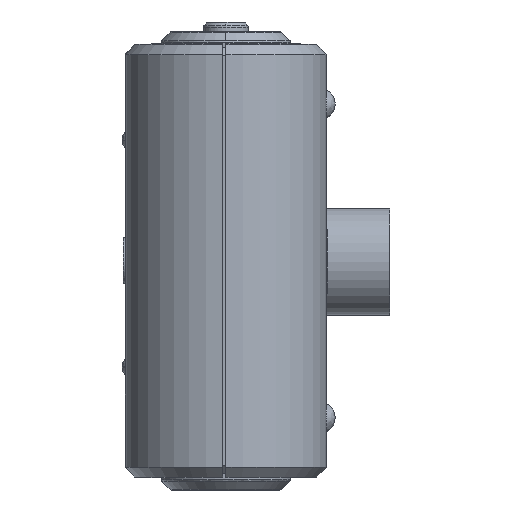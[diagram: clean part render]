
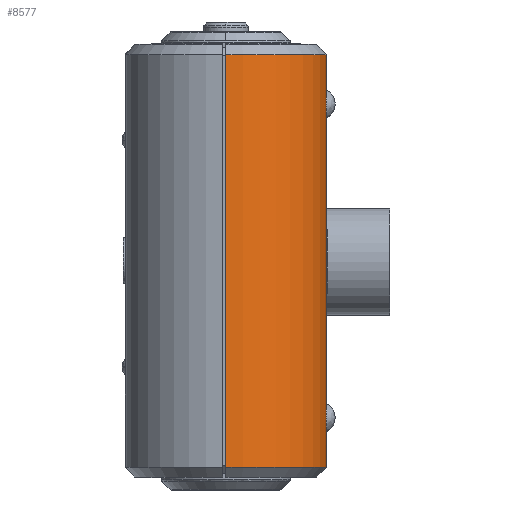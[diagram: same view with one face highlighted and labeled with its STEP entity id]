
A CAD part, left-side view. The second image highlights one B-rep face of the part: STEP entity #8577.
In plain terms, the highlighted cylindrical face has radius 12.5 mm (diameter 25 mm), a partial arc.
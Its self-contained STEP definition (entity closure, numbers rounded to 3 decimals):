
#65 = ORIENTED_EDGE ( 'NONE', *, *, #11179, .T. ) ;
#364 = VECTOR ( 'NONE', #9597, 1000. ) ;
#606 = ORIENTED_EDGE ( 'NONE', *, *, #3960, .T. ) ;
#663 = CARTESIAN_POINT ( 'NONE',  ( -38.5, -12.5, -20.725 ) ) ;
#692 = AXIS2_PLACEMENT_3D ( 'NONE', #12621, #6120, #13679 ) ;
#710 = CARTESIAN_POINT ( 'NONE',  ( -38.5, -12.5, -18.275 ) ) ;
#814 = EDGE_CURVE ( 'NONE', #1298, #3988, #1928, .T. ) ;
#1169 = VERTEX_POINT ( 'NONE', #13716 ) ;
#1298 = VERTEX_POINT ( 'NONE', #4223 ) ;
#1585 = VERTEX_POINT ( 'NONE', #9603 ) ;
#1622 = CIRCLE ( 'NONE', #9809, 12.5 ) ;
#1808 = DIRECTION ( 'NONE',  ( 1., 0., 0. ) ) ;
#1928 = LINE ( 'NONE', #12786, #13086 ) ;
#2005 = DIRECTION ( 'NONE',  ( 0., 0., -1. ) ) ;
#2159 = CARTESIAN_POINT ( 'NONE',  ( -38.947, -12.492, 19.05 ) ) ;
#2768 = DIRECTION ( 'NONE',  ( 0., 0., 1. ) ) ;
#2809 = CARTESIAN_POINT ( 'NONE',  ( -38.778, -12.497, -20.369 ) ) ;
#2872 = ORIENTED_EDGE ( 'NONE', *, *, #11970, .T. ) ;
#3223 = LINE ( 'NONE', #6311, #364 ) ;
#3226 = CARTESIAN_POINT ( 'NONE',  ( -38.991, -12.49, 19.613 ) ) ;
#3255 = ORIENTED_EDGE ( 'NONE', *, *, #8212, .F. ) ;
#3655 = VERTEX_POINT ( 'NONE', #12963 ) ;
#3694 = ORIENTED_EDGE ( 'NONE', *, *, #4957, .T. ) ;
#3705 = FACE_OUTER_BOUND ( 'NONE', #5412, .T. ) ;
#3902 = CARTESIAN_POINT ( 'NONE',  ( -38.991, -12.49, -19.727 ) ) ;
#3903 = CARTESIAN_POINT ( 'NONE',  ( -38.5, -12.5, 20.725 ) ) ;
#3960 = EDGE_CURVE ( 'NONE', #7257, #5531, #1622, .T. ) ;
#3988 = VERTEX_POINT ( 'NONE', #3903 ) ;
#4223 = CARTESIAN_POINT ( 'NONE',  ( -38.5, -12.5, 25.652 ) ) ;
#4331 = CARTESIAN_POINT ( 'NONE',  ( -38.937, -12.492, 19.945 ) ) ;
#4385 = VECTOR ( 'NONE', #11809, 1000. ) ;
#4535 = CARTESIAN_POINT ( 'NONE',  ( -38.5, -12.5, -25.652 ) ) ;
#4833 = CARTESIAN_POINT ( 'NONE',  ( -51., 0., 25.652 ) ) ;
#4957 = EDGE_CURVE ( 'NONE', #1169, #3988, #5501, .T. ) ;
#4999 = CARTESIAN_POINT ( 'NONE',  ( -38.98, -12.491, -19.275 ) ) ;
#5280 = ORIENTED_EDGE ( 'NONE', *, *, #13707, .F. ) ;
#5403 = CARTESIAN_POINT ( 'NONE',  ( -38.779, -12.497, 20.368 ) ) ;
#5412 = EDGE_LOOP ( 'NONE', ( #65, #606, #5280, #12527, #3255, #3694, #12437, #2872 ) ) ;
#5501 = B_SPLINE_CURVE_WITH_KNOTS ( 'NONE', 3,
 ( #11847, #14008, #8618, #2159, #9729, #3226, #10805, #4331, #11905, #5403, #12981, #6486 ),
 .UNSPECIFIED., .F., .F.,
 ( 4, 2, 2, 2, 2, 4 ),
 ( -0.001, -0.001, 0., 0., 0.001, 0.001 ),
 .UNSPECIFIED. ) ;
#5531 = VERTEX_POINT ( 'NONE', #4535 ) ;
#6065 = CARTESIAN_POINT ( 'NONE',  ( -38.905, -12.494, -18.946 ) ) ;
#6113 = AXIS2_PLACEMENT_3D ( 'NONE', #6137, #12631, #1808 ) ;
#6120 = DIRECTION ( 'NONE',  ( 0., 0., -1. ) ) ;
#6137 = CARTESIAN_POINT ( 'NONE',  ( -38.5, 0., -30. ) ) ;
#6252 = CYLINDRICAL_SURFACE ( 'NONE', #6113, 12.5 ) ;
#6311 = CARTESIAN_POINT ( 'NONE',  ( -38.5, -12.5, -30. ) ) ;
#6384 = CARTESIAN_POINT ( 'NONE',  ( -38.5, -12.5, -30. ) ) ;
#6486 = CARTESIAN_POINT ( 'NONE',  ( -38.5, -12.5, 20.725 ) ) ;
#6659 = CIRCLE ( 'NONE', #692, 12.5 ) ;
#7107 = CARTESIAN_POINT ( 'NONE',  ( -38.656, -12.5, -20.559 ) ) ;
#7163 = CARTESIAN_POINT ( 'NONE',  ( -38.656, -12.5, -18.441 ) ) ;
#7222 = EDGE_CURVE ( 'NONE', #3655, #1585, #11393, .T. ) ;
#7257 = VERTEX_POINT ( 'NONE', #9285 ) ;
#8212 = EDGE_CURVE ( 'NONE', #1169, #1585, #12681, .T. ) ;
#8577 = ADVANCED_FACE ( 'NONE', ( #3705 ), #6252, .T. ) ;
#8618 = CARTESIAN_POINT ( 'NONE',  ( -38.778, -12.497, 18.631 ) ) ;
#9246 = CARTESIAN_POINT ( 'NONE',  ( -38.5, 0., -25.652 ) ) ;
#9285 = CARTESIAN_POINT ( 'NONE',  ( -51., 0., -25.652 ) ) ;
#9390 = VECTOR ( 'NONE', #13003, 1000. ) ;
#9597 = DIRECTION ( 'NONE',  ( 0., 0., -1. ) ) ;
#9603 = CARTESIAN_POINT ( 'NONE',  ( -38.5, -12.5, -18.275 ) ) ;
#9729 = CARTESIAN_POINT ( 'NONE',  ( -38.991, -12.49, 19.273 ) ) ;
#9809 = AXIS2_PLACEMENT_3D ( 'NONE', #9246, #2768, #10344 ) ;
#10021 = VERTEX_POINT ( 'NONE', #4833 ) ;
#10344 = DIRECTION ( 'NONE',  ( 1., 0., 0. ) ) ;
#10391 = CARTESIAN_POINT ( 'NONE',  ( -38.947, -12.492, -19.95 ) ) ;
#10805 = CARTESIAN_POINT ( 'NONE',  ( -38.98, -12.491, 19.725 ) ) ;
#11179 = EDGE_CURVE ( 'NONE', #10021, #7257, #12273, .T. ) ;
#11393 = B_SPLINE_CURVE_WITH_KNOTS ( 'NONE', 3,
 ( #663, #7107, #2809, #10391, #3902, #11477, #4999, #12565, #6065, #13637, #7163, #710 ),
 .UNSPECIFIED., .F., .F.,
 ( 4, 2, 2, 2, 2, 4 ),
 ( -0.001, -0.001, 0., 0., 0.001, 0.001 ),
 .UNSPECIFIED. ) ;
#11477 = CARTESIAN_POINT ( 'NONE',  ( -38.991, -12.49, -19.387 ) ) ;
#11809 = DIRECTION ( 'NONE',  ( 0., 0., -1. ) ) ;
#11847 = CARTESIAN_POINT ( 'NONE',  ( -38.5, -12.5, 18.275 ) ) ;
#11905 = CARTESIAN_POINT ( 'NONE',  ( -38.905, -12.494, 20.054 ) ) ;
#11938 = CARTESIAN_POINT ( 'NONE',  ( -51., 0., -30. ) ) ;
#11970 = EDGE_CURVE ( 'NONE', #1298, #10021, #6659, .T. ) ;
#12273 = LINE ( 'NONE', #11938, #9390 ) ;
#12437 = ORIENTED_EDGE ( 'NONE', *, *, #814, .F. ) ;
#12527 = ORIENTED_EDGE ( 'NONE', *, *, #7222, .T. ) ;
#12565 = CARTESIAN_POINT ( 'NONE',  ( -38.937, -12.492, -19.055 ) ) ;
#12621 = CARTESIAN_POINT ( 'NONE',  ( -38.5, 0., 25.652 ) ) ;
#12631 = DIRECTION ( 'NONE',  ( 0., 0., 1. ) ) ;
#12681 = LINE ( 'NONE', #6384, #4385 ) ;
#12786 = CARTESIAN_POINT ( 'NONE',  ( -38.5, -12.5, -30. ) ) ;
#12963 = CARTESIAN_POINT ( 'NONE',  ( -38.5, -12.5, -20.725 ) ) ;
#12981 = CARTESIAN_POINT ( 'NONE',  ( -38.656, -12.5, 20.559 ) ) ;
#13003 = DIRECTION ( 'NONE',  ( 0., 0., -1. ) ) ;
#13086 = VECTOR ( 'NONE', #2005, 1000. ) ;
#13637 = CARTESIAN_POINT ( 'NONE',  ( -38.779, -12.497, -18.632 ) ) ;
#13679 = DIRECTION ( 'NONE',  ( 1., 0., 0. ) ) ;
#13707 = EDGE_CURVE ( 'NONE', #3655, #5531, #3223, .T. ) ;
#13716 = CARTESIAN_POINT ( 'NONE',  ( -38.5, -12.5, 18.275 ) ) ;
#14008 = CARTESIAN_POINT ( 'NONE',  ( -38.656, -12.5, 18.441 ) ) ;
